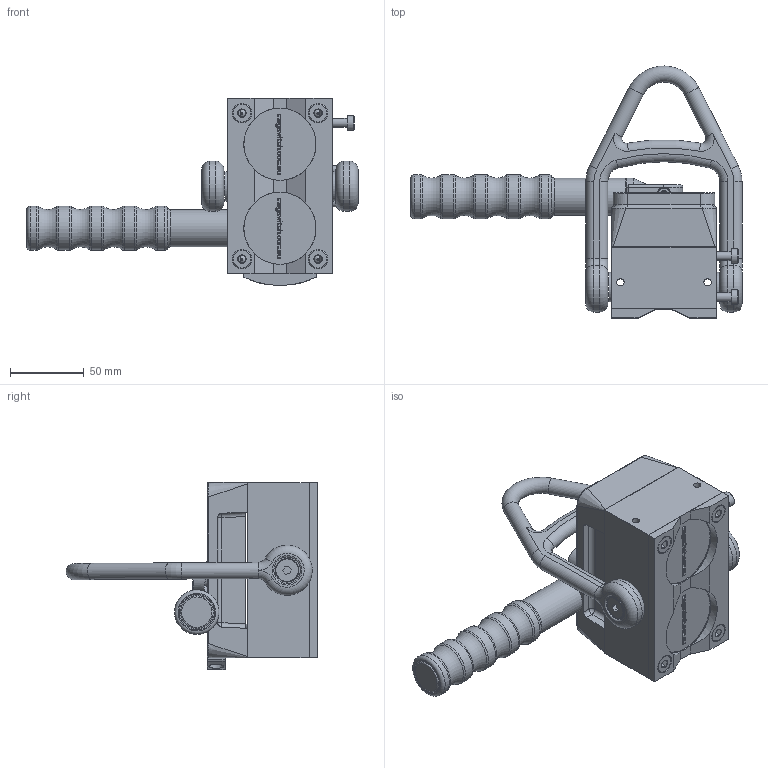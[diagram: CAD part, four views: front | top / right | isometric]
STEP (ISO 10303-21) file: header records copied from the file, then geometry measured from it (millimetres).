
FILE_DESCRIPTION(/* description */ (''),/* implementation_level */ '2;1');
FILE_NAME(/* name */ 'MS-8100360.stp',/* time_stamp */ '2013-12-11T08:15:47+01:00',/* author */ ('bs'),/* organization */ (''),/* preprocessor_version */ 'ST-DEVELOPER v15.2',/* originating_system */ 'Autodesk Inventor 2014',/* authorisation */ '');
FILE_SCHEMA (('AUTOMOTIVE_DESIGN { 1 0 10303 214 3 1 1 }'));
Length unit declared in the file: millimetre
Products named in the file (1): MS-8100360
Bounding box: 225.23 x 170.89 x 126.88 mm (x, y, z)
Surface area: 102837.9 mm2 (no closed solid volume)
Topology: 0 solids, 124 shells, 843 faces, 4192 edges, 3350 vertices
Faces by surface type: plane 534, cone 129, cylinder 114, torus 46, bspline 11, sphere 9
Full cylindrical faces by diameter (mm): 5 x4, 6 x3, 8.5 x1, 9 x1, 10 x5, 11 x2, 13 x4, 13.2 x4, 16.5 x4, 18 x2, 20 x2, 22.225 x1, 23.812 x1, 25.4 x1, 30.163 x5, 49 x2
Entity records: 43181 total; most frequent: CARTESIAN_POINT 10947, DIRECTION 6052, ORIENTED_EDGE 5243, EDGE_CURVE 4096, VERTEX_POINT 3342, LINE 3114, VECTOR 3114, AXIS2_PLACEMENT_3D 1469
